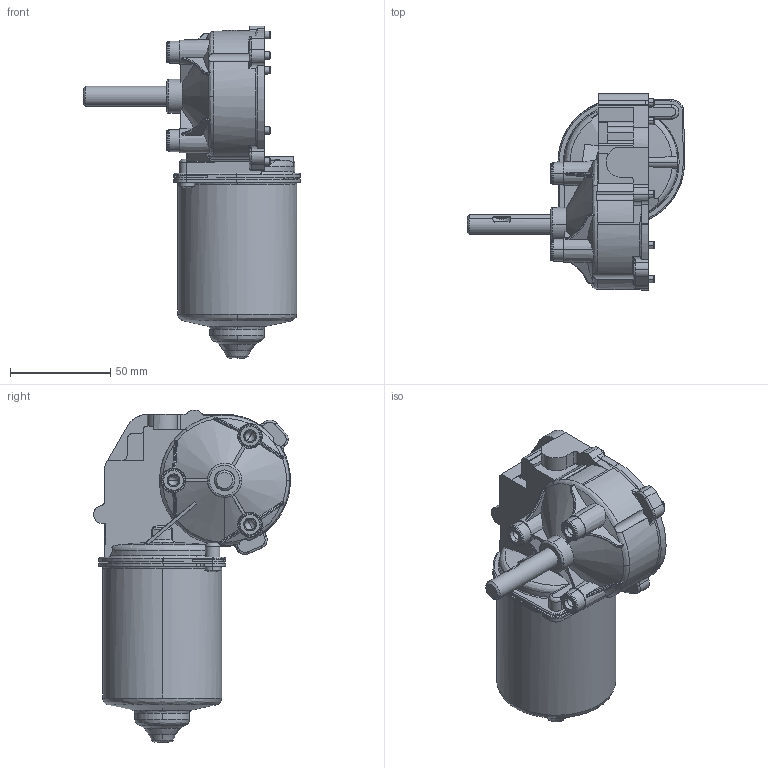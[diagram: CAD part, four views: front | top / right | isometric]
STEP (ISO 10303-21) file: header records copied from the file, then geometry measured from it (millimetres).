
FILE_DESCRIPTION (( 'STEP AP214' ), '1' );
FILE_NAME ('404987.step', '2018-03-15T08:10:36', ( '' ), ( '' ), 'SwSTEP 2.0', 'SolidWorks 2010', '' );
FILE_SCHEMA (( 'AUTOMOTIVE_DESIGN' ));
Length unit declared in the file: millimetre
Products named in the file (3): 404987; Shaft-W327-KGK; Motor-DCK31-Right-KGK
Assembly tree (2 placements, depth 2):
  404987
    Motor-DCK31-Right-KGK
    Shaft-W327-KGK
Bounding box: 108 x 98.03 x 165.2 mm (x, y, z)
Volume: 225458.5 mm3; surface area: 68340.9 mm2
Topology: 2 solids, 4 shells, 599 faces, 1734 edges, 1155 vertices
Faces by surface type: plane 173, cylinder 168, bspline 167, cone 91
Entity records: 33130 total; most frequent: CARTESIAN_POINT 19379, ORIENTED_EDGE 3442, DIRECTION 2019, EDGE_CURVE 1721, VERTEX_POINT 1155, B_SPLINE_CURVE_WITH_KNOTS 871, AXIS2_PLACEMENT_3D 773, EDGE_LOOP 636
